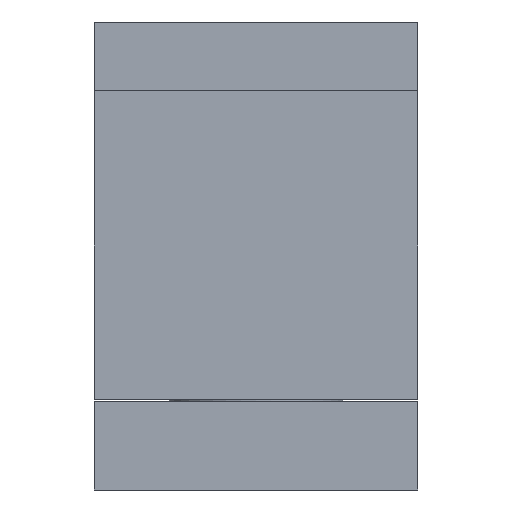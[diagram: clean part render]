
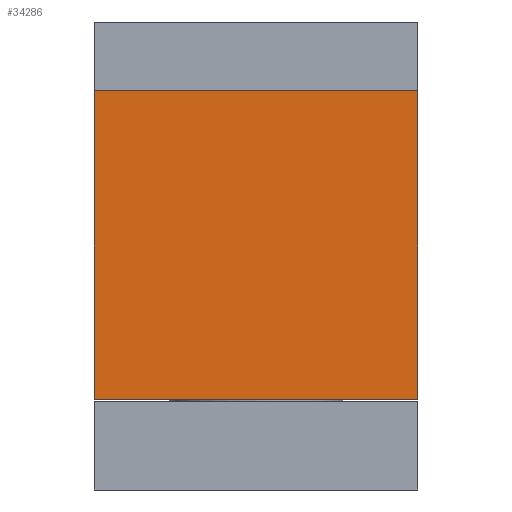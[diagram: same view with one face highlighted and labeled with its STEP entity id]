
A CAD part, front view. The second image highlights one B-rep face of the part: STEP entity #34286.
In plain terms, the highlighted planar face has unit normal (0, -1, 0).
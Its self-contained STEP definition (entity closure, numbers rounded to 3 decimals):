
#1292=FACE_OUTER_BOUND('',#3261,.T.);
#3261=EDGE_LOOP('',(#22633,#22634,#22635,#22636));
#5343=LINE('',#48984,#9825);
#5389=LINE('',#49076,#9871);
#5391=LINE('',#49080,#9873);
#5393=LINE('',#49083,#9875);
#9825=VECTOR('',#39378,10.);
#9871=VECTOR('',#39456,10.);
#9873=VECTOR('',#39460,10.);
#9875=VECTOR('',#39464,10.);
#14307=VERTEX_POINT('',#48981);
#14308=VERTEX_POINT('',#48983);
#14338=VERTEX_POINT('',#49075);
#14339=VERTEX_POINT('',#49079);
#17518=EDGE_CURVE('',#14308,#14307,#5343,.T.);
#17564=EDGE_CURVE('',#14308,#14338,#5389,.T.);
#17566=EDGE_CURVE('',#14339,#14338,#5391,.T.);
#17568=EDGE_CURVE('',#14339,#14307,#5393,.T.);
#22633=ORIENTED_EDGE('',*,*,#17568,.F.);
#22634=ORIENTED_EDGE('',*,*,#17566,.T.);
#22635=ORIENTED_EDGE('',*,*,#17564,.F.);
#22636=ORIENTED_EDGE('',*,*,#17518,.T.);
#32587=PLANE('',#36828);
#34286=ADVANCED_FACE('',(#1292),#32587,.T.);
#36828=AXIS2_PLACEMENT_3D('',#49082,#39462,#39463);
#39378=DIRECTION('',(1.,0.,0.));
#39456=DIRECTION('',(0.,0.,1.));
#39460=DIRECTION('',(-1.,0.,0.));
#39462=DIRECTION('center_axis',(0.,-1.,0.));
#39463=DIRECTION('ref_axis',(0.,0.,-1.));
#39464=DIRECTION('',(0.,0.,-1.));
#48981=CARTESIAN_POINT('',(3350.,-4320.,-3196.25));
#48983=CARTESIAN_POINT('',(-3350.,-4320.,-3196.25));
#48984=CARTESIAN_POINT('',(0.,-4320.,-3196.25));
#49075=CARTESIAN_POINT('',(-3350.,-4320.,3196.25));
#49076=CARTESIAN_POINT('',(-3350.,-4320.,-3196.25));
#49079=CARTESIAN_POINT('',(3350.,-4320.,3196.25));
#49080=CARTESIAN_POINT('',(0.,-4320.,3196.25));
#49082=CARTESIAN_POINT('Origin',(0.,-4320.,3196.25));
#49083=CARTESIAN_POINT('',(3350.,-4320.,3196.25));
